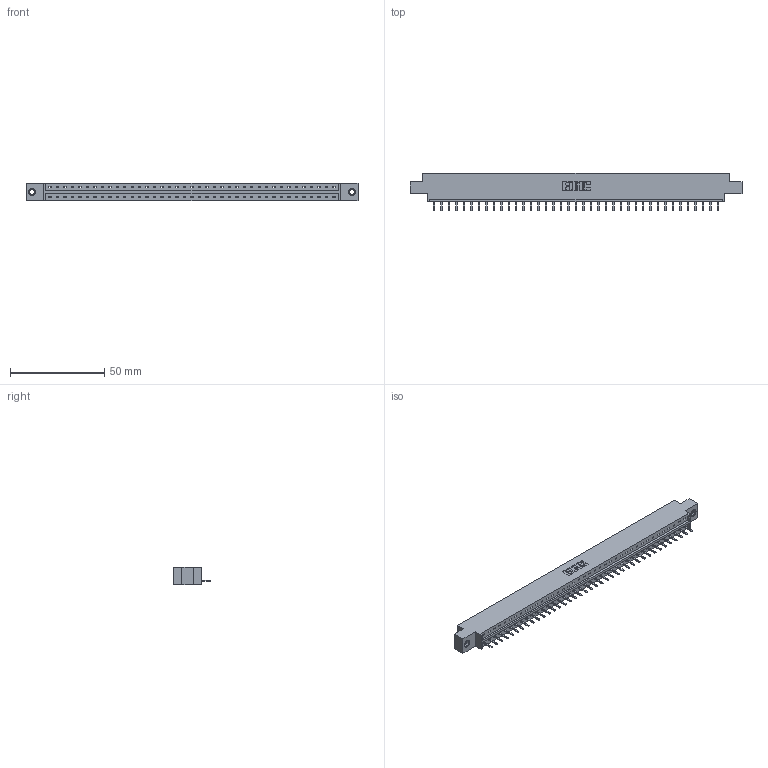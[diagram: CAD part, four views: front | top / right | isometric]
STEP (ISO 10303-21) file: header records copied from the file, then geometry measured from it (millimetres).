
FILE_DESCRIPTION (( 'STEP AP203' ), '1' );
FILE_NAME ('333-039-520-607.STEP', '2018-08-03T12:31:06', ( '' ), ( '' ), 'SwSTEP 2.0', 'SolidWorks 2016', '' );
FILE_SCHEMA (( 'CONFIG_CONTROL_DESIGN' ));
Length unit declared in the file: inch
Products named in the file (4): 345-250-001_345-250-005-103; 333-039-520-607; 333 Part_Offset - .156 Dia - TI; 345-292-001_345-293-120
Assembly tree (42 placements, depth 2):
  333-039-520-607
    333 Part_Offset - .156 Dia - TI
    345-292-001_345-293-120  x39
    345-250-001_345-250-005-103  x2
Bounding box: 176.07 x 20.02 x 9.4 mm (x, y, z)
Volume: 17338.6 mm3; surface area: 18582.4 mm2
Topology: 42 solids, 42 shells, 2596 faces, 7635 edges, 4978 vertices
Faces by surface type: plane 1822, cylinder 758, cone 12, torus 4
Entity records: 25662 total; most frequent: CARTESIAN_POINT 4422, ORIENTED_EDGE 4378, DIRECTION 3757, EDGE_CURVE 2189, LINE 2037, VECTOR 2037, VERTEX_POINT 1452, AXIS2_PLACEMENT_3D 860
